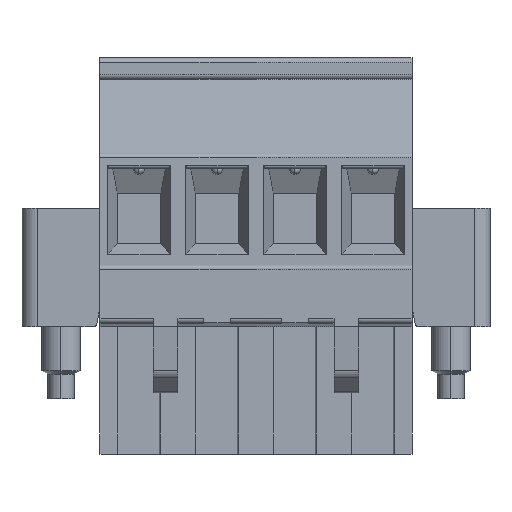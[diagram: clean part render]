
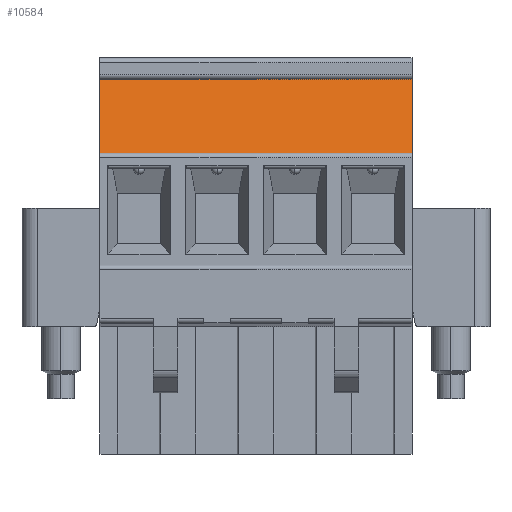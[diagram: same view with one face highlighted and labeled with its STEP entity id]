
A CAD part, left-side view. The second image highlights one B-rep face of the part: STEP entity #10584.
In plain terms, the highlighted planar face has unit normal (-0.966, 0, 0.259).
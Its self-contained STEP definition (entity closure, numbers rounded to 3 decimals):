
#620=DIRECTION('',(-0.259,0.,-0.966));
#621=VECTOR('',#620,4.969);
#622=CARTESIAN_POINT('',(-3.244,47.78,15.05));
#623=LINE('',#622,#621);
#1151=DIRECTION('',(0.259,0.,0.966));
#1152=VECTOR('',#1151,4.969);
#1153=CARTESIAN_POINT('',(-4.53,27.46,10.25));
#1154=LINE('',#1153,#1152);
#3958=DIRECTION('',(0.,1.,0.));
#3959=VECTOR('',#3958,20.32);
#3960=CARTESIAN_POINT('',(-4.53,27.46,10.25));
#3961=LINE('',#3960,#3959);
#3962=DIRECTION('',(0.,1.,0.));
#3963=VECTOR('',#3962,20.32);
#3964=CARTESIAN_POINT('',(-3.244,27.46,15.05));
#3965=LINE('',#3964,#3963);
#4429=CARTESIAN_POINT('',(-4.53,27.46,10.25));
#4430=VERTEX_POINT('',#4429);
#4431=CARTESIAN_POINT('',(-3.244,27.46,15.05));
#4432=VERTEX_POINT('',#4431);
#5047=CARTESIAN_POINT('',(-4.53,47.78,10.25));
#5048=VERTEX_POINT('',#5047);
#5049=CARTESIAN_POINT('',(-3.244,47.78,15.05));
#5050=VERTEX_POINT('',#5049);
#10572=CARTESIAN_POINT('',(-4.53,37.42,10.25));
#10573=DIRECTION('',(0.966,0.,-0.259));
#10574=DIRECTION('',(-0.259,0.,-0.966));
#10575=AXIS2_PLACEMENT_3D('',#10572,#10573,#10574);
#10576=PLANE('',#10575);
#10577=ORIENTED_EDGE('',*,*,#10566,.T.);
#10578=ORIENTED_EDGE('',*,*,#6065,.F.);
#10580=ORIENTED_EDGE('',*,*,#10579,.F.);
#10581=ORIENTED_EDGE('',*,*,#6645,.F.);
#10582=EDGE_LOOP('',(#10577,#10578,#10580,#10581));
#10583=FACE_OUTER_BOUND('',#10582,.F.);
#6065=EDGE_CURVE('',#5050,#5048,#623,.T.);
#6645=EDGE_CURVE('',#4430,#4432,#1154,.T.);
#10566=EDGE_CURVE('',#4430,#5048,#3961,.T.);
#10579=EDGE_CURVE('',#4432,#5050,#3965,.T.);
#10584=ADVANCED_FACE('',(#10583),#10576,.F.);
